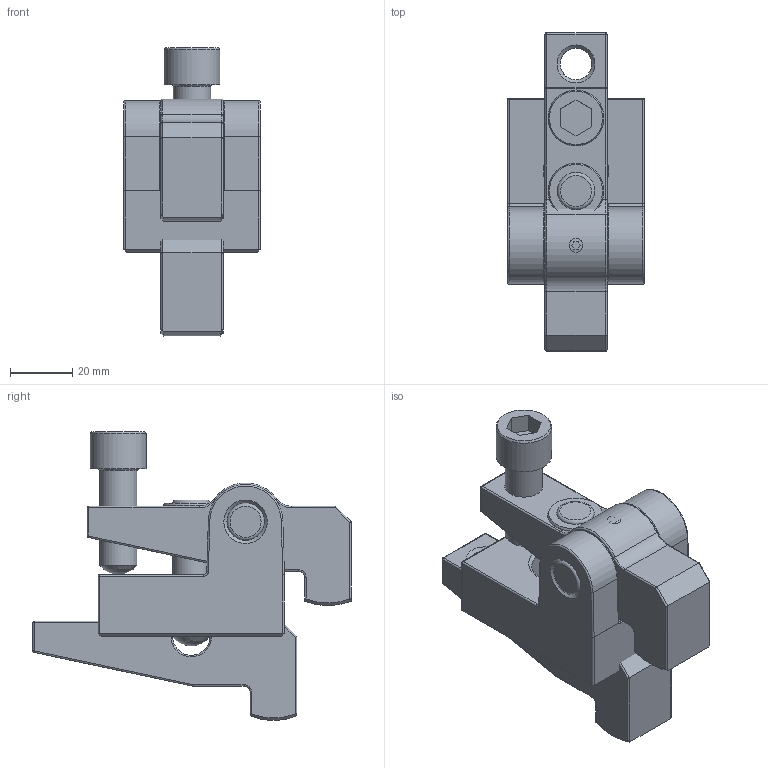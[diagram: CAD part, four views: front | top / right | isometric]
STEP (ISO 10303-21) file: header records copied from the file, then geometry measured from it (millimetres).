
FILE_DESCRIPTION( ( 'Unknown' ), '1' );
FILE_NAME( 'CP14A-126045.stp', 'Unknown', ( 'Unknown' ), ( 'Unknown' ), 'XStep 1.0', 'Unknown', ' ' );
FILE_SCHEMA( ( 'CONFIG_CONTROL_DESIGN' ) );
Length unit declared in the file: millimetre
Products named in the file (6): Assem1; 1; 2; 3; 4; 5
Bounding box: 44 x 102.5 x 92.94 mm (x, y, z)
Volume: 198329.3 mm3; surface area: 55805.6 mm2
Topology: 10 solids, 10 shells, 386 faces, 862 edges, 494 vertices
Faces by surface type: cylinder 144, plane 102, cone 62, torus 42, sphere 22, bspline 14
Full cylindrical faces by diameter (mm): 4.2 x12, 5 x12, 10.2 x2, 10.5 x2, 12 x12, 13 x4, 18 x2, 19 x4
Entity records: 5570 total; most frequent: CARTESIAN_POINT 1270, DIRECTION 911, ORIENTED_EDGE 716, AXIS2_PLACEMENT_3D 383, EDGE_CURVE 358, EDGE_LOOP 267, VERTEX_POINT 237, FACE_OUTER_BOUND 222
